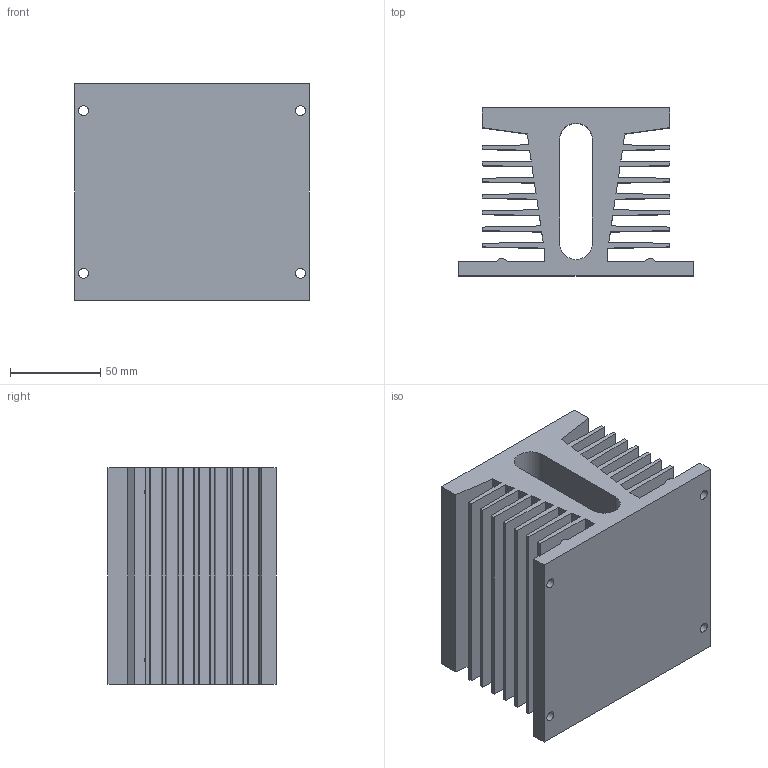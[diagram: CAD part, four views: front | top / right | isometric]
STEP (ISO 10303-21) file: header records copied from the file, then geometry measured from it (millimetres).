
FILE_DESCRIPTION(/* description */ (''),/* implementation_level */ '2;1');
FILE_NAME(/* name */ 'R3100A 120-130-90.stp',/* time_stamp */ '2021-01-21T14:53:00+08:00',/* author */ (''),/* organization */ (''),/* preprocessor_version */ 'ST-DEVELOPER v11',/* originating_system */ 'SIEMENS UGS NX 6.0',/* authorisation */ '');
FILE_SCHEMA (('CONFIG_CONTROL_DESIGN'));
Length unit declared in the file: millimetre
Products named in the file (1): R3100A 120-130-90
Bounding box: 130 x 93 x 120 mm (x, y, z)
Volume: 637488 mm3; surface area: 200295.5 mm2
Topology: 1 solids, 1 shells, 98 faces, 268 edges, 180 vertices
Faces by surface type: plane 82, cylinder 16
Full cylindrical faces by diameter (mm): 4 x8, 5.5 x4
Entity records: 3086 total; most frequent: CARTESIAN_POINT 527, ORIENTED_EDGE 504, DIRECTION 482, EDGE_CURVE 252, LINE 220, VECTOR 220, VERTEX_POINT 176, AXIS2_PLACEMENT_3D 131
